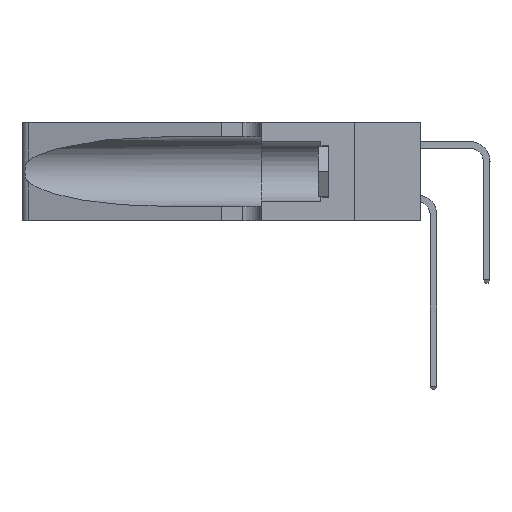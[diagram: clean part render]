
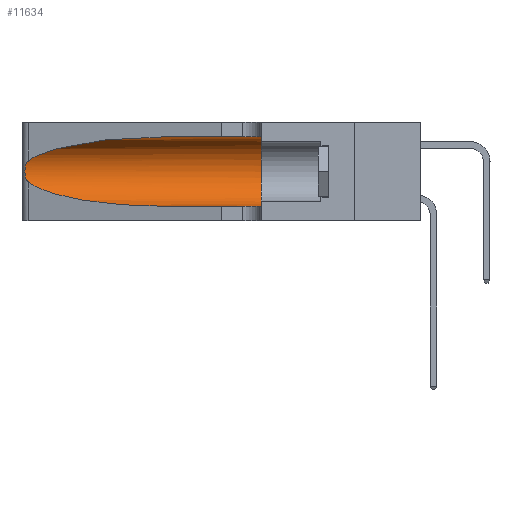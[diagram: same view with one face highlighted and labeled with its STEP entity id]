
A CAD part, left-side view. The second image highlights one B-rep face of the part: STEP entity #11634.
In plain terms, the highlighted cylindrical face has radius 3.308 mm (diameter 6.617 mm), a partial arc.
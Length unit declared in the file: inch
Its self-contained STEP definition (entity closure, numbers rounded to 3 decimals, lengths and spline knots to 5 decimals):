
#102 = LINE ( 'NONE', #24179, #16393 ) ;
#308 = CARTESIAN_POINT ( 'NONE',  ( 0.25854, 1.2359, 0.20912 ) ) ;
#410 = ORIENTED_EDGE ( 'NONE', *, *, #12141, .T. ) ;
#1306 = DIRECTION ( 'NONE',  ( 0., -1., 0. ) ) ;
#2112 = VERTEX_POINT ( 'NONE', #21974 ) ;
#2551 = CARTESIAN_POINT ( 'NONE',  ( 0.26075, 1.23896, 0.19203 ) ) ;
#3068 = DIRECTION ( 'NONE',  ( 0., -1., 0. ) ) ;
#3912 = CARTESIAN_POINT ( 'NONE',  ( 0.2373, 1.15595, 0.28018 ) ) ;
#4648 = CARTESIAN_POINT ( 'NONE',  ( 0.25555, 1.22994, 0.2215 ) ) ;
#4748 = CARTESIAN_POINT ( 'NONE',  ( 0.26017, 1.23833, 0.17102 ) ) ;
#5027 = LINE ( 'NONE', #21626, #20902 ) ;
#5517 = EDGE_CURVE ( 'NONE', #26237, #20874, #25501, .T. ) ;
#5537 = CARTESIAN_POINT ( 'NONE',  ( 0.1305, 0.72297, 0.05475 ) ) ;
#5612 = EDGE_CURVE ( 'NONE', #23651, #26237, #7602, .T. ) ;
#5923 = EDGE_LOOP ( 'NONE', ( #14574, #20210, #22195, #410, #15415, #14060 ) ) ;
#6181 = VERTEX_POINT ( 'NONE', #16066 ) ;
#6213 = DIRECTION ( 'NONE',  ( 0., -1., 0. ) ) ;
#6613 = CARTESIAN_POINT ( 'NONE',  ( 0.25487, 1.22718, 0.14631 ) ) ;
#6939 = CARTESIAN_POINT ( 'NONE',  ( 0.25789, 1.23486, 0.15765 ) ) ;
#7458 = CARTESIAN_POINT ( 'NONE',  ( 0.1305, 0.35, 0.185 ) ) ;
#7602 =( BOUNDED_CURVE ( )  B_SPLINE_CURVE ( 3, ( #10438, #18577, #3912, #12535 ),
 .UNSPECIFIED., .F., .F. ) 
 B_SPLINE_CURVE_WITH_KNOTS ( ( 4, 4 ),
 ( 1.5708, 2.84003 ),
 .UNSPECIFIED. ) 
 CURVE ( )  GEOMETRIC_REPRESENTATION_ITEM ( )  RATIONAL_B_SPLINE_CURVE ( ( 1., 0.87, 0.87, 1. ) ) 
 REPRESENTATION_ITEM ( '' )  );
#7617 = CARTESIAN_POINT ( 'NONE',  ( 0.25487, 1.22718, 0.14631 ) ) ;
#8726 = AXIS2_PLACEMENT_3D ( 'NONE', #7458, #21819, #9961 ) ;
#9066 = CARTESIAN_POINT ( 'NONE',  ( 0.25555, 1.22993, 0.14849 ) ) ;
#9370 = EDGE_CURVE ( 'NONE', #2112, #12547, #18316, .T. ) ;
#9900 = EDGE_CURVE ( 'NONE', #23651, #2112, #5027, .T. ) ;
#9961 = DIRECTION ( 'NONE',  ( 0., 0., 1. ) ) ;
#10376 = CARTESIAN_POINT ( 'NONE',  ( 0.1305, 1.61858, 0.185 ) ) ;
#10438 = CARTESIAN_POINT ( 'NONE',  ( 0.1305, 0.72297, 0.31525 ) ) ;
#10466 =( BOUNDED_CURVE ( )  B_SPLINE_CURVE ( 3, ( #7617, #11835, #17972, #5537 ),
 .UNSPECIFIED., .F., .F. ) 
 B_SPLINE_CURVE_WITH_KNOTS ( ( 4, 4 ),
 ( 3.44316, 4.71239 ),
 .UNSPECIFIED. ) 
 CURVE ( )  GEOMETRIC_REPRESENTATION_ITEM ( )  RATIONAL_B_SPLINE_CURVE ( ( 1., 0.87, 0.87, 1. ) ) 
 REPRESENTATION_ITEM ( '' )  );
#11634 = ADVANCED_FACE ( 'NONE', ( #18321 ), #17694, .F. ) ;
#11835 = CARTESIAN_POINT ( 'NONE',  ( 0.2373, 1.15595, 0.08982 ) ) ;
#12141 = EDGE_CURVE ( 'NONE', #6181, #12547, #102, .T. ) ;
#12535 = CARTESIAN_POINT ( 'NONE',  ( 0.25487, 1.22718, 0.22369 ) ) ;
#12547 = VERTEX_POINT ( 'NONE', #13233 ) ;
#13168 = CARTESIAN_POINT ( 'NONE',  ( 0.25787, 1.23484, 0.2124 ) ) ;
#13233 = CARTESIAN_POINT ( 'NONE',  ( 0.1305, 0.35, 0.05475 ) ) ;
#14060 = ORIENTED_EDGE ( 'NONE', *, *, #9900, .F. ) ;
#14385 = CARTESIAN_POINT ( 'NONE',  ( 0.25487, 1.22718, 0.22369 ) ) ;
#14574 = ORIENTED_EDGE ( 'NONE', *, *, #5612, .T. ) ;
#15209 = CARTESIAN_POINT ( 'NONE',  ( 0.26018, 1.23835, 0.19895 ) ) ;
#15415 = ORIENTED_EDGE ( 'NONE', *, *, #9370, .F. ) ;
#16066 = CARTESIAN_POINT ( 'NONE',  ( 0.1305, 0.72297, 0.05475 ) ) ;
#16393 = VECTOR ( 'NONE', #1306, 39.37008 ) ;
#17261 = CARTESIAN_POINT ( 'NONE',  ( 0.26075, 1.23896, 0.178 ) ) ;
#17694 = CYLINDRICAL_SURFACE ( 'NONE', #22879, 0.13025 ) ;
#17972 = CARTESIAN_POINT ( 'NONE',  ( 0.18966, 0.96281, 0.05475 ) ) ;
#18316 = CIRCLE ( 'NONE', #8726, 0.13025 ) ;
#18321 = FACE_OUTER_BOUND ( 'NONE', #5923, .T. ) ;
#18577 = CARTESIAN_POINT ( 'NONE',  ( 0.18966, 0.96281, 0.31525 ) ) ;
#19272 = CARTESIAN_POINT ( 'NONE',  ( 0.25856, 1.23593, 0.16098 ) ) ;
#19732 = CARTESIAN_POINT ( 'NONE',  ( 0.1305, 0.72297, 0.31525 ) ) ;
#19880 = EDGE_CURVE ( 'NONE', #20874, #6181, #10466, .T. ) ;
#20210 = ORIENTED_EDGE ( 'NONE', *, *, #5517, .T. ) ;
#20874 = VERTEX_POINT ( 'NONE', #6613 ) ;
#20902 = VECTOR ( 'NONE', #3068, 39.37008 ) ;
#21330 = CARTESIAN_POINT ( 'NONE',  ( 0.25639, 1.23186, 0.15144 ) ) ;
#21626 = CARTESIAN_POINT ( 'NONE',  ( 0.1305, 1.61858, 0.31525 ) ) ;
#21819 = DIRECTION ( 'NONE',  ( 0., 1., 0. ) ) ;
#21974 = CARTESIAN_POINT ( 'NONE',  ( 0.1305, 0.35, 0.31525 ) ) ;
#22195 = ORIENTED_EDGE ( 'NONE', *, *, #19880, .T. ) ;
#22605 = DIRECTION ( 'NONE',  ( 0., 0., -1. ) ) ;
#22879 = AXIS2_PLACEMENT_3D ( 'NONE', #10376, #6213, #22605 ) ;
#23375 = CARTESIAN_POINT ( 'NONE',  ( 0.25487, 1.22718, 0.14631 ) ) ;
#23651 = VERTEX_POINT ( 'NONE', #19732 ) ;
#24179 = CARTESIAN_POINT ( 'NONE',  ( 0.1305, 1.61858, 0.05475 ) ) ;
#25245 = CARTESIAN_POINT ( 'NONE',  ( 0.25487, 1.22718, 0.22369 ) ) ;
#25327 = CARTESIAN_POINT ( 'NONE',  ( 0.25639, 1.23184, 0.21858 ) ) ;
#25501 = B_SPLINE_CURVE_WITH_KNOTS ( 'NONE', 3,
 ( #25245, #4648, #25327, #13168, #308, #15209, #2551, #17261, #4748, #19272, #6939, #21330, #9066, #23375 ),
 .UNSPECIFIED., .F., .F.,
 ( 4, 2, 2, 2, 2, 2, 4 ),
 ( 0., 0.00027, 0.00053, 0.00107, 0.0016, 0.00187, 0.00214 ),
 .UNSPECIFIED. ) ;
#26237 = VERTEX_POINT ( 'NONE', #14385 ) ;
